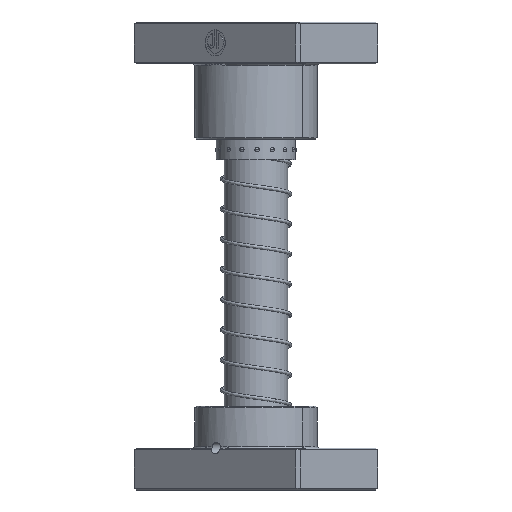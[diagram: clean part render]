
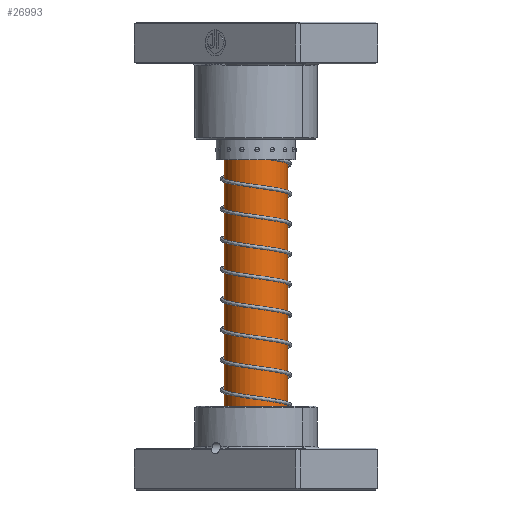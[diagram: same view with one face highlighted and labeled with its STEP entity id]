
A CAD part, front view. The second image highlights one B-rep face of the part: STEP entity #26993.
In plain terms, the highlighted cylindrical face has radius 19 mm (diameter 38 mm), a partial arc.
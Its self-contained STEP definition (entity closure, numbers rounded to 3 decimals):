
#1639 = CARTESIAN_POINT ( 'NONE',  ( 0., 0., 29. ) ) ;
#2071 = CARTESIAN_POINT ( 'NONE',  ( -19., 0., 240. ) ) ;
#2485 = CARTESIAN_POINT ( 'NONE',  ( 0., 0., 240. ) ) ;
#2761 = VECTOR ( 'NONE', #20074, 1000. ) ;
#3293 = AXIS2_PLACEMENT_3D ( 'NONE', #20377, #45782, #23996 ) ;
#3908 = FACE_OUTER_BOUND ( 'NONE', #41570, .T. ) ;
#5273 = DIRECTION ( 'NONE',  ( -1., 0., 0. ) ) ;
#5819 = DIRECTION ( 'NONE',  ( 0., 0., -1. ) ) ;
#6740 = EDGE_CURVE ( 'NONE', #21357, #27133, #34986, .T. ) ;
#8685 = ORIENTED_EDGE ( 'NONE', *, *, #6740, .T. ) ;
#8903 = EDGE_CURVE ( 'NONE', #21357, #13659, #33202, .T. ) ;
#13659 = VERTEX_POINT ( 'NONE', #33751 ) ;
#13885 = VECTOR ( 'NONE', #38973, 1000. ) ;
#16825 = DIRECTION ( 'NONE',  ( -1., 0., 0. ) ) ;
#20074 = DIRECTION ( 'NONE',  ( 0., 0., -1. ) ) ;
#20094 = CIRCLE ( 'NONE', #31070, 19. ) ;
#20377 = CARTESIAN_POINT ( 'NONE',  ( 0., 0., 237. ) ) ;
#20567 = EDGE_CURVE ( 'NONE', #13659, #37196, #20094, .T. ) ;
#21357 = VERTEX_POINT ( 'NONE', #26692 ) ;
#21971 = CYLINDRICAL_SURFACE ( 'NONE', #45477, 19. ) ;
#23996 = DIRECTION ( 'NONE',  ( 1., 0., 0. ) ) ;
#25052 = CARTESIAN_POINT ( 'NONE',  ( -19., 0., 237. ) ) ;
#26692 = CARTESIAN_POINT ( 'NONE',  ( 19., 0., 237. ) ) ;
#26928 = DIRECTION ( 'NONE',  ( 0., 0., -1. ) ) ;
#26993 = ADVANCED_FACE ( 'NONE', ( #3908 ), #21971, .T. ) ;
#27133 = VERTEX_POINT ( 'NONE', #25052 ) ;
#30760 = ORIENTED_EDGE ( 'NONE', *, *, #43708, .T. ) ;
#31070 = AXIS2_PLACEMENT_3D ( 'NONE', #1639, #26928, #5273 ) ;
#33202 = LINE ( 'NONE', #39126, #13885 ) ;
#33751 = CARTESIAN_POINT ( 'NONE',  ( 19., 0., 29. ) ) ;
#34986 = CIRCLE ( 'NONE', #3293, 19. ) ;
#35134 = CARTESIAN_POINT ( 'NONE',  ( -19., 0., 29. ) ) ;
#37196 = VERTEX_POINT ( 'NONE', #35134 ) ;
#38973 = DIRECTION ( 'NONE',  ( 0., 0., -1. ) ) ;
#39126 = CARTESIAN_POINT ( 'NONE',  ( 19., 0., 240. ) ) ;
#40446 = ORIENTED_EDGE ( 'NONE', *, *, #20567, .F. ) ;
#41289 = LINE ( 'NONE', #2071, #2761 ) ;
#41570 = EDGE_LOOP ( 'NONE', ( #46478, #8685, #30760, #40446 ) ) ;
#43708 = EDGE_CURVE ( 'NONE', #27133, #37196, #41289, .T. ) ;
#45477 = AXIS2_PLACEMENT_3D ( 'NONE', #2485, #5819, #16825 ) ;
#45782 = DIRECTION ( 'NONE',  ( 0., 0., -1. ) ) ;
#46478 = ORIENTED_EDGE ( 'NONE', *, *, #8903, .F. ) ;
